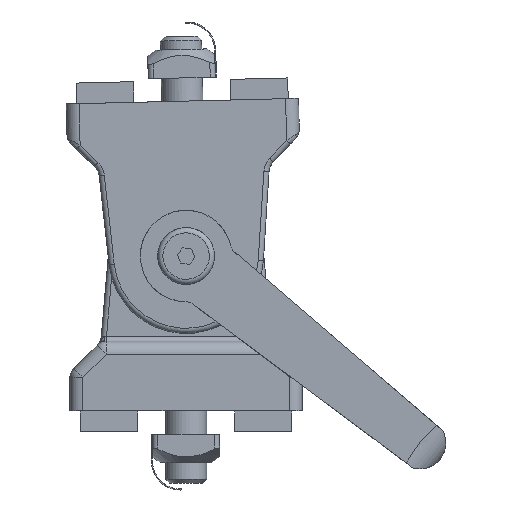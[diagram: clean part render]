
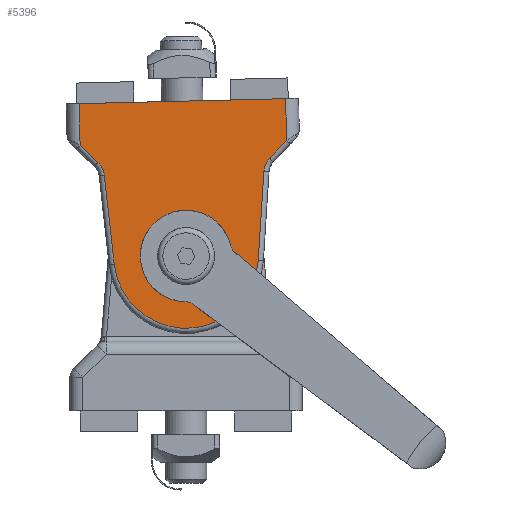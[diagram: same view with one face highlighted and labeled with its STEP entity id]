
A CAD part, front view. The second image highlights one B-rep face of the part: STEP entity #5396.
In plain terms, the highlighted planar face has unit normal (0, -1, 0).
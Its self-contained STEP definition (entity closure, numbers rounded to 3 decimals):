
#298=FACE_BOUND('',#1024,.T.);
#442=PLANE('',#6131);
#675=FACE_OUTER_BOUND('',#1023,.T.);
#1023=EDGE_LOOP('',(#4185,#4186,#4187,#4188,#4189,#4190,#4191,#4192,#4193,
#4194));
#1024=EDGE_LOOP('',(#4195));
#1363=LINE('',#10174,#1705);
#1364=LINE('',#10177,#1706);
#1365=LINE('',#10181,#1707);
#1366=LINE('',#10183,#1708);
#1367=LINE('',#10185,#1709);
#1368=LINE('',#10189,#1710);
#1369=LINE('',#10193,#1711);
#1705=VECTOR('',#7163,10.);
#1706=VECTOR('',#7166,10.);
#1707=VECTOR('',#7171,10.);
#1708=VECTOR('',#7172,10.);
#1709=VECTOR('',#7173,10.);
#1710=VECTOR('',#7176,10.);
#1711=VECTOR('',#7179,10.);
#2067=CIRCLE('',#6132,4.);
#2068=CIRCLE('',#6133,14.);
#2069=CIRCLE('',#6134,4.);
#2070=CIRCLE('',#6135,5.);
#2434=VERTEX_POINT('',#10085);
#2443=VERTEX_POINT('',#10172);
#2444=VERTEX_POINT('',#10176);
#2445=VERTEX_POINT('',#10180);
#2446=VERTEX_POINT('',#10182);
#2447=VERTEX_POINT('',#10184);
#2448=VERTEX_POINT('',#10186);
#2449=VERTEX_POINT('',#10188);
#2450=VERTEX_POINT('',#10190);
#2451=VERTEX_POINT('',#10192);
#2452=VERTEX_POINT('',#10195);
#3073=EDGE_CURVE('',#2443,#2434,#1363,.T.);
#3074=EDGE_CURVE('',#2434,#2444,#1364,.T.);
#3076=EDGE_CURVE('',#2443,#2445,#1365,.T.);
#3077=EDGE_CURVE('',#2446,#2445,#1366,.T.);
#3078=EDGE_CURVE('',#2447,#2446,#1367,.T.);
#3079=EDGE_CURVE('',#2448,#2447,#2067,.T.);
#3080=EDGE_CURVE('',#2449,#2448,#1368,.T.);
#3081=EDGE_CURVE('',#2450,#2449,#2068,.T.);
#3082=EDGE_CURVE('',#2451,#2450,#1369,.T.);
#3083=EDGE_CURVE('',#2444,#2451,#2069,.T.);
#3084=EDGE_CURVE('',#2452,#2452,#2070,.T.);
#4185=ORIENTED_EDGE('',*,*,#3073,.F.);
#4186=ORIENTED_EDGE('',*,*,#3076,.T.);
#4187=ORIENTED_EDGE('',*,*,#3077,.F.);
#4188=ORIENTED_EDGE('',*,*,#3078,.F.);
#4189=ORIENTED_EDGE('',*,*,#3079,.F.);
#4190=ORIENTED_EDGE('',*,*,#3080,.F.);
#4191=ORIENTED_EDGE('',*,*,#3081,.F.);
#4192=ORIENTED_EDGE('',*,*,#3082,.F.);
#4193=ORIENTED_EDGE('',*,*,#3083,.F.);
#4194=ORIENTED_EDGE('',*,*,#3074,.F.);
#4195=ORIENTED_EDGE('',*,*,#3084,.T.);
#5396=ADVANCED_FACE('',(#675,#298),#442,.T.);
#6131=AXIS2_PLACEMENT_3D('',#10179,#7169,#7170);
#6132=AXIS2_PLACEMENT_3D('',#10187,#7174,#7175);
#6133=AXIS2_PLACEMENT_3D('',#10191,#7177,#7178);
#6134=AXIS2_PLACEMENT_3D('',#10194,#7180,#7181);
#6135=AXIS2_PLACEMENT_3D('',#10196,#7182,#7183);
#7163=DIRECTION('',(0.,0.,1.));
#7166=DIRECTION('',(0.707,0.,0.707));
#7169=DIRECTION('center_axis',(0.,-1.,0.));
#7170=DIRECTION('ref_axis',(1.,0.,0.));
#7171=DIRECTION('',(1.,0.,0.));
#7172=DIRECTION('',(0.,0.,-1.));
#7173=DIRECTION('',(0.707,0.,-0.707));
#7174=DIRECTION('center_axis',(0.,-1.,0.));
#7175=DIRECTION('ref_axis',(-0.906,0.,-0.423));
#7176=DIRECTION('',(0.087,0.,-0.996));
#7177=DIRECTION('center_axis',(0.,1.,0.));
#7178=DIRECTION('ref_axis',(0.,0.,
1.));
#7179=DIRECTION('',(0.087,0.,0.996));
#7180=DIRECTION('center_axis',(0.,-1.,0.));
#7181=DIRECTION('ref_axis',(0.906,0.,-0.423));
#7182=DIRECTION('center_axis',(0.,1.,0.));
#7183=DIRECTION('ref_axis',(1.,0.,0.));
#10085=CARTESIAN_POINT('',(-20.,-22.5,8.086));
#10172=CARTESIAN_POINT('',(-20.,-22.5,0.));
#10174=CARTESIAN_POINT('',(-20.,-22.5,0.));
#10176=CARTESIAN_POINT('',(-16.614,-22.5,11.472));
#10177=CARTESIAN_POINT('',(-23.543,-22.5,4.543));
#10179=CARTESIAN_POINT('Origin',(-22.5,-22.5,0.));
#10180=CARTESIAN_POINT('',(20.,-22.5,0.));
#10181=CARTESIAN_POINT('',(-22.5,-22.5,0.));
#10182=CARTESIAN_POINT('',(20.,-22.5,8.086));
#10183=CARTESIAN_POINT('',(20.,-22.5,0.));
#10184=CARTESIAN_POINT('',(16.614,-22.5,11.472));
#10185=CARTESIAN_POINT('',(9.043,-22.5,19.043));
#10186=CARTESIAN_POINT('',(15.458,-22.5,13.952));
#10187=CARTESIAN_POINT('Origin',(19.442,-22.5,14.3));
#10188=CARTESIAN_POINT('',(13.947,-22.5,31.22));
#10189=CARTESIAN_POINT('',(15.164,-22.5,17.311));
#10190=CARTESIAN_POINT('',(-13.947,-22.5,31.22));
#10191=CARTESIAN_POINT('Origin',(0.,-22.5,30.));
#10192=CARTESIAN_POINT('',(-15.458,-22.5,13.952));
#10193=CARTESIAN_POINT('',(-16.09,-22.5,6.723));
#10194=CARTESIAN_POINT('Origin',(-19.442,-22.5,14.3));
#10195=CARTESIAN_POINT('',(-5.,-22.5,30.));
#10196=CARTESIAN_POINT('Origin',(0.,-22.5,30.));
